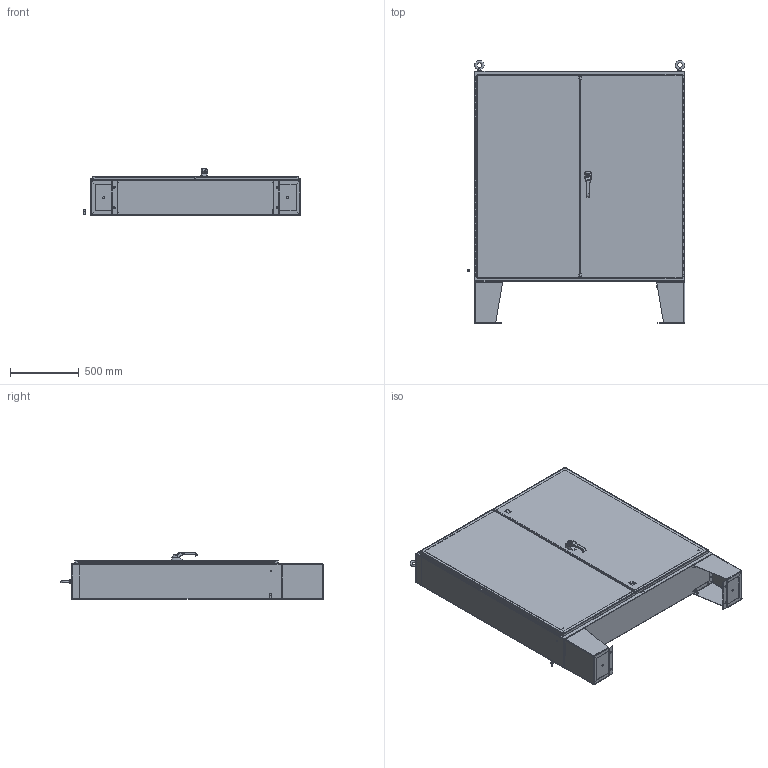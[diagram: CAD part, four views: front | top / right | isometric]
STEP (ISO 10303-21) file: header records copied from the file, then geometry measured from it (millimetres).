
FILE_DESCRIPTION (( 'STEP AP214' ), '1' );
FILE_NAME ('N12606010.STEP', '2019-09-04T19:00:53', ( '' ), ( '' ), 'SwSTEP 2.0', 'SolidWorks 2018', '' );
FILE_SCHEMA (( 'AUTOMOTIVE_DESIGN' ));
Length unit declared in the file: inch
Products named in the file (1): N12606010
Bounding box: 1580.13 x 1911.06 x 338.79 mm (x, y, z)
Volume: 20435901.6 mm3; surface area: 16126514.7 mm2
Topology: 76 solids, 76 shells, 2392 faces, 6227 edges, 4032 vertices
Faces by surface type: plane 1384, cylinder 708, bspline 187, cone 101, torus 12
Full cylindrical faces by diameter (mm): 3.048 x2, 3.9 x1, 4.2 x2, 4.5 x2, 5 x3, 5.08 x4, 5.4 x2, 5.69 x4, 6 x1, 6.128 x2, 6.172 x2, 6.337 x6, 6.35 x12, 6.41 x2, 7.023 x16, 7.112 x3, 7.144 x2, 7.937 x2, 8 x1, 8.2 x1, 8.382 x16, 8.56 x4, 9.525 x2, 10.16 x4, 12.7 x2, 13 x1, 13.2 x1, 14.287 x2, 14.288 x18, 15 x1
Entity records: 82381 total; most frequent: CARTESIAN_POINT 24461, ORIENTED_EDGE 11760, DIRECTION 11324, EDGE_CURVE 5880, VERTEX_POINT 3963, LINE 3834, VECTOR 3834, AXIS2_PLACEMENT_3D 3745
